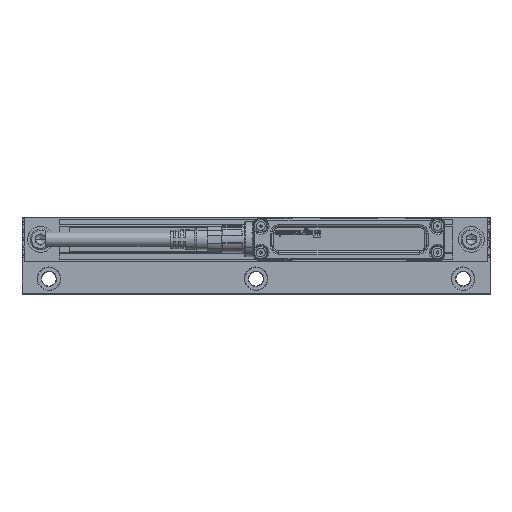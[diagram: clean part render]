
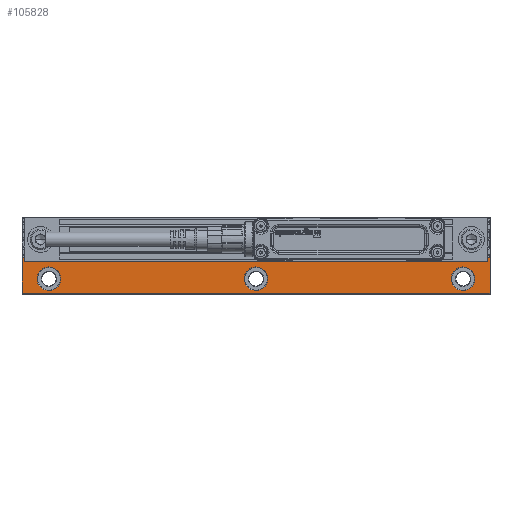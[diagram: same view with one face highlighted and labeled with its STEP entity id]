
A CAD part, top view. The second image highlights one B-rep face of the part: STEP entity #105828.
In plain terms, the highlighted planar face has unit normal (0, 0, 1).
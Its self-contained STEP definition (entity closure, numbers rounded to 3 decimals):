
#105405=AXIS2_PLACEMENT_3D('Plane Axis2P3D',#105402,#105403,#105404) ;
#105752=AXIS2_PLACEMENT_3D('Circle Axis2P3D',#105750,#105751,$) ;
#105761=AXIS2_PLACEMENT_3D('Circle Axis2P3D',#105759,#105760,$) ;
#105768=AXIS2_PLACEMENT_3D('Circle Axis2P3D',#105766,#105767,$) ;
#105778=AXIS2_PLACEMENT_3D('Circle Axis2P3D',#105776,#105777,$) ;
#105787=AXIS2_PLACEMENT_3D('Circle Axis2P3D',#105785,#105786,$) ;
#105794=AXIS2_PLACEMENT_3D('Circle Axis2P3D',#105792,#105793,$) ;
#105804=AXIS2_PLACEMENT_3D('Circle Axis2P3D',#105802,#105803,$) ;
#105813=AXIS2_PLACEMENT_3D('Circle Axis2P3D',#105811,#105812,$) ;
#105820=AXIS2_PLACEMENT_3D('Circle Axis2P3D',#105818,#105819,$) ;
#104811=CARTESIAN_POINT('Vertex',(-225.,17.786,8.)) ;
#104814=CARTESIAN_POINT('Line Origine',(-225.,16.893,8.)) ;
#104818=CARTESIAN_POINT('Vertex',(-225.,16.,8.)) ;
#104853=CARTESIAN_POINT('Vertex',(-1.,16.,8.)) ;
#104856=CARTESIAN_POINT('Line Origine',(-113.,16.,8.)) ;
#104873=CARTESIAN_POINT('Line Origine',(-1.,16.893,8.)) ;
#104877=CARTESIAN_POINT('Vertex',(-1.,17.786,8.)) ;
#105402=CARTESIAN_POINT('Axis2P3D Location',(-225.,16.,8.)) ;
#105707=CARTESIAN_POINT('Line Origine',(-225.5,17.786,8.)) ;
#105711=CARTESIAN_POINT('Vertex',(-226.,17.786,8.)) ;
#105714=CARTESIAN_POINT('Line Origine',(-226.,9.143,8.)) ;
#105718=CARTESIAN_POINT('Vertex',(-226.,0.5,8.)) ;
#105721=CARTESIAN_POINT('Line Origine',(-113.,0.5,8.)) ;
#105725=CARTESIAN_POINT('Vertex',(0.,0.5,8.)) ;
#105728=CARTESIAN_POINT('Line Origine',(0.,9.143,8.)) ;
#105732=CARTESIAN_POINT('Vertex',(0.,17.786,8.)) ;
#105735=CARTESIAN_POINT('Line Origine',(-0.5,17.786,8.)) ;
#105750=CARTESIAN_POINT('Axis2P3D Location',(-13.,7.5,8.)) ;
#105754=CARTESIAN_POINT('Vertex',(-7.998,4.767,8.)) ;
#105756=CARTESIAN_POINT('Vertex',(-18.002,10.233,8.)) ;
#105759=CARTESIAN_POINT('Axis2P3D Location',(-13.,7.5,8.)) ;
#105763=CARTESIAN_POINT('Vertex',(-7.347,8.229,8.)) ;
#105766=CARTESIAN_POINT('Axis2P3D Location',(-13.,7.5,8.)) ;
#105776=CARTESIAN_POINT('Axis2P3D Location',(-113.,7.5,8.)) ;
#105780=CARTESIAN_POINT('Vertex',(-107.998,4.767,8.)) ;
#105782=CARTESIAN_POINT('Vertex',(-118.002,10.233,8.)) ;
#105785=CARTESIAN_POINT('Axis2P3D Location',(-113.,7.5,8.)) ;
#105789=CARTESIAN_POINT('Vertex',(-107.347,8.229,8.)) ;
#105792=CARTESIAN_POINT('Axis2P3D Location',(-113.,7.5,8.)) ;
#105802=CARTESIAN_POINT('Axis2P3D Location',(-213.,7.5,8.)) ;
#105806=CARTESIAN_POINT('Vertex',(-207.998,4.767,8.)) ;
#105808=CARTESIAN_POINT('Vertex',(-218.002,10.233,8.)) ;
#105811=CARTESIAN_POINT('Axis2P3D Location',(-213.,7.5,8.)) ;
#105815=CARTESIAN_POINT('Vertex',(-207.347,8.229,8.)) ;
#105818=CARTESIAN_POINT('Axis2P3D Location',(-213.,7.5,8.)) ;
#104815=DIRECTION('Vector Direction',(0.,1.,0.)) ;
#104857=DIRECTION('Vector Direction',(1.,0.,0.)) ;
#104874=DIRECTION('Vector Direction',(0.,1.,0.)) ;
#105403=DIRECTION('Axis2P3D Direction',(0.,0.,-1.)) ;
#105404=DIRECTION('Axis2P3D XDirection',(0.,1.,0.)) ;
#105708=DIRECTION('Vector Direction',(1.,0.,0.)) ;
#105715=DIRECTION('Vector Direction',(0.,-1.,0.)) ;
#105722=DIRECTION('Vector Direction',(1.,0.,0.)) ;
#105729=DIRECTION('Vector Direction',(0.,-1.,0.)) ;
#105736=DIRECTION('Vector Direction',(1.,0.,0.)) ;
#105751=DIRECTION('Axis2P3D Direction',(0.,0.,-1.)) ;
#105760=DIRECTION('Axis2P3D Direction',(0.,0.,-1.)) ;
#105767=DIRECTION('Axis2P3D Direction',(0.,0.,-1.)) ;
#105777=DIRECTION('Axis2P3D Direction',(0.,0.,-1.)) ;
#105786=DIRECTION('Axis2P3D Direction',(0.,0.,-1.)) ;
#105793=DIRECTION('Axis2P3D Direction',(0.,0.,-1.)) ;
#105803=DIRECTION('Axis2P3D Direction',(0.,0.,-1.)) ;
#105812=DIRECTION('Axis2P3D Direction',(0.,0.,-1.)) ;
#105819=DIRECTION('Axis2P3D Direction',(0.,0.,-1.)) ;
#104816=VECTOR('Line Direction',#104815,1.) ;
#104858=VECTOR('Line Direction',#104857,1.) ;
#104875=VECTOR('Line Direction',#104874,1.) ;
#105709=VECTOR('Line Direction',#105708,1.) ;
#105716=VECTOR('Line Direction',#105715,1.) ;
#105723=VECTOR('Line Direction',#105722,1.) ;
#105730=VECTOR('Line Direction',#105729,1.) ;
#105737=VECTOR('Line Direction',#105736,1.) ;
#105741=ORIENTED_EDGE('',*,*,#104879,.F.) ;
#105742=ORIENTED_EDGE('',*,*,#104860,.F.) ;
#105743=ORIENTED_EDGE('',*,*,#104820,.T.) ;
#105744=ORIENTED_EDGE('',*,*,#105713,.F.) ;
#105745=ORIENTED_EDGE('',*,*,#105720,.T.) ;
#105746=ORIENTED_EDGE('',*,*,#105727,.F.) ;
#105747=ORIENTED_EDGE('',*,*,#105734,.F.) ;
#105748=ORIENTED_EDGE('',*,*,#105739,.F.) ;
#105772=ORIENTED_EDGE('',*,*,#105758,.T.) ;
#105773=ORIENTED_EDGE('',*,*,#105765,.T.) ;
#105774=ORIENTED_EDGE('',*,*,#105770,.T.) ;
#105798=ORIENTED_EDGE('',*,*,#105784,.T.) ;
#105799=ORIENTED_EDGE('',*,*,#105791,.T.) ;
#105800=ORIENTED_EDGE('',*,*,#105796,.T.) ;
#105824=ORIENTED_EDGE('',*,*,#105810,.T.) ;
#105825=ORIENTED_EDGE('',*,*,#105817,.T.) ;
#105826=ORIENTED_EDGE('',*,*,#105822,.T.) ;
#105775=FACE_BOUND('',#105771,.T.) ;
#105801=FACE_BOUND('',#105797,.T.) ;
#105827=FACE_BOUND('',#105823,.T.) ;
#105828=ADVANCED_FACE('\X2\FF8AFF9FFF70FF82\X0\ \X2\FF8EFF9EFF83FF9EFF68FF70\X0\',(#105749,#105775,#105801,#105827),#105406,.F.) ;
#105753=CIRCLE('generated circle',#105752,5.7) ;
#105762=CIRCLE('generated circle',#105761,5.7) ;
#105769=CIRCLE('generated circle',#105768,5.7) ;
#105779=CIRCLE('generated circle',#105778,5.7) ;
#105788=CIRCLE('generated circle',#105787,5.7) ;
#105795=CIRCLE('generated circle',#105794,5.7) ;
#105805=CIRCLE('generated circle',#105804,5.7) ;
#105814=CIRCLE('generated circle',#105813,5.7) ;
#105821=CIRCLE('generated circle',#105820,5.7) ;
#104820=EDGE_CURVE('',#104819,#104812,#104817,.T.) ;
#104860=EDGE_CURVE('',#104819,#104854,#104859,.T.) ;
#104879=EDGE_CURVE('',#104854,#104878,#104876,.T.) ;
#105713=EDGE_CURVE('',#105712,#104812,#105710,.T.) ;
#105720=EDGE_CURVE('',#105712,#105719,#105717,.T.) ;
#105727=EDGE_CURVE('',#105726,#105719,#105724,.F.) ;
#105734=EDGE_CURVE('',#105733,#105726,#105731,.T.) ;
#105739=EDGE_CURVE('',#104878,#105733,#105738,.T.) ;
#105758=EDGE_CURVE('',#105755,#105757,#105753,.T.) ;
#105765=EDGE_CURVE('',#105757,#105764,#105762,.T.) ;
#105770=EDGE_CURVE('',#105764,#105755,#105769,.T.) ;
#105784=EDGE_CURVE('',#105781,#105783,#105779,.T.) ;
#105791=EDGE_CURVE('',#105783,#105790,#105788,.T.) ;
#105796=EDGE_CURVE('',#105790,#105781,#105795,.T.) ;
#105810=EDGE_CURVE('',#105807,#105809,#105805,.T.) ;
#105817=EDGE_CURVE('',#105809,#105816,#105814,.T.) ;
#105822=EDGE_CURVE('',#105816,#105807,#105821,.T.) ;
#105740=EDGE_LOOP('',(#105741,#105742,#105743,#105744,#105745,#105746,#105747,#105748)) ;
#105771=EDGE_LOOP('',(#105772,#105773,#105774)) ;
#105797=EDGE_LOOP('',(#105798,#105799,#105800)) ;
#105823=EDGE_LOOP('',(#105824,#105825,#105826)) ;
#105749=FACE_OUTER_BOUND('',#105740,.T.) ;
#104817=LINE('Line',#104814,#104816) ;
#104859=LINE('Line',#104856,#104858) ;
#104876=LINE('Line',#104873,#104875) ;
#105710=LINE('Line',#105707,#105709) ;
#105717=LINE('Line',#105714,#105716) ;
#105724=LINE('Line',#105721,#105723) ;
#105731=LINE('Line',#105728,#105730) ;
#105738=LINE('Line',#105735,#105737) ;
#105406=PLANE('',#105405) ;
#104812=VERTEX_POINT('',#104811) ;
#104819=VERTEX_POINT('',#104818) ;
#104854=VERTEX_POINT('',#104853) ;
#104878=VERTEX_POINT('',#104877) ;
#105712=VERTEX_POINT('',#105711) ;
#105719=VERTEX_POINT('',#105718) ;
#105726=VERTEX_POINT('',#105725) ;
#105733=VERTEX_POINT('',#105732) ;
#105755=VERTEX_POINT('',#105754) ;
#105757=VERTEX_POINT('',#105756) ;
#105764=VERTEX_POINT('',#105763) ;
#105781=VERTEX_POINT('',#105780) ;
#105783=VERTEX_POINT('',#105782) ;
#105790=VERTEX_POINT('',#105789) ;
#105807=VERTEX_POINT('',#105806) ;
#105809=VERTEX_POINT('',#105808) ;
#105816=VERTEX_POINT('',#105815) ;
